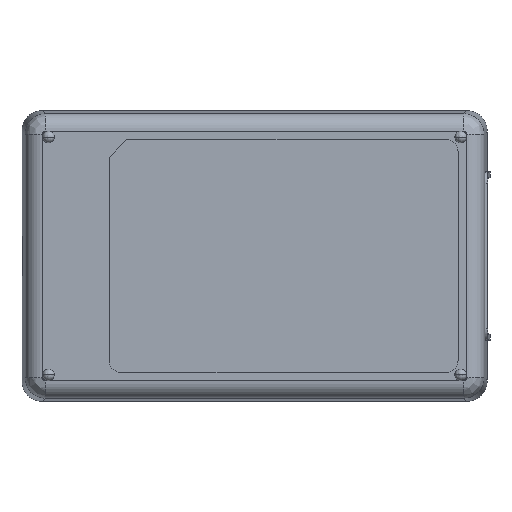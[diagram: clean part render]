
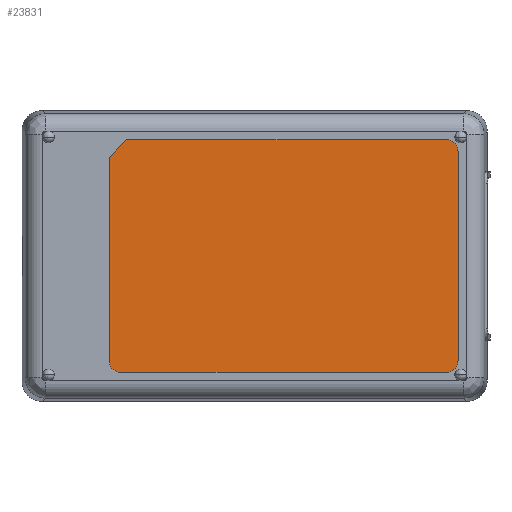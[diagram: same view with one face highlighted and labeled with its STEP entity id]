
A CAD part, front view. The second image highlights one B-rep face of the part: STEP entity #23831.
In plain terms, the highlighted planar face has unit normal (0, -1, 0).
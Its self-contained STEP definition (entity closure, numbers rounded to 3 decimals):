
#16455=CARTESIAN_POINT('',(-18.,-15.1,-33.));
#16456=DIRECTION('',(0.,-1.,0.));
#16457=DIRECTION('',(-1.,0.,0.));
#16458=AXIS2_PLACEMENT_3D('',#16455,#16456,#16457);
#16460=DIRECTION('',(0.,0.,-1.));
#16461=VECTOR('',#16460,56.);
#16462=CARTESIAN_POINT('',(-20.,-15.1,23.));
#16463=LINE('',#16462,#16461);
#16464=CARTESIAN_POINT('',(-18.,-15.1,23.));
#16465=DIRECTION('',(0.,-1.,0.));
#16466=DIRECTION('',(0.,0.,1.));
#16467=AXIS2_PLACEMENT_3D('',#16464,#16465,#16466);
#16469=DIRECTION('',(-0.707,0.,0.707));
#16470=VECTOR('',#16469,4.243);
#16471=CARTESIAN_POINT('',(20.,-15.1,22.));
#16472=LINE('',#16471,#16470);
#16473=CARTESIAN_POINT('',(18.,-15.1,-33.));
#16474=DIRECTION('',(0.,-1.,0.));
#16475=DIRECTION('',(0.,0.,-1.));
#16476=AXIS2_PLACEMENT_3D('',#16473,#16474,#16475);
#16478=DIRECTION('',(1.,0.,0.));
#16479=VECTOR('',#16478,36.);
#16480=CARTESIAN_POINT('',(-18.,-15.1,-35.));
#16481=LINE('',#16480,#16479);
#16498=DIRECTION('',(0.,0.,-1.));
#16499=VECTOR('',#16498,55.);
#16500=CARTESIAN_POINT('',(20.,-15.1,22.));
#16501=LINE('',#16500,#16499);
#16510=DIRECTION('',(1.,0.,0.));
#16511=VECTOR('',#16510,35.);
#16512=CARTESIAN_POINT('',(-18.,-15.1,25.));
#16513=LINE('',#16512,#16511);
#16640=CARTESIAN_POINT('',(18.,-15.1,-35.));
#16642=VERTEX_POINT('',#16640);
#16758=CARTESIAN_POINT('',(20.,-15.1,22.));
#16759=CARTESIAN_POINT('',(20.,-15.1,-33.));
#16760=VERTEX_POINT('',#16758);
#16761=VERTEX_POINT('',#16759);
#16847=CARTESIAN_POINT('',(-20.,-15.1,-33.));
#16849=VERTEX_POINT('',#16847);
#16959=CARTESIAN_POINT('',(-18.,-15.1,-35.));
#16960=VERTEX_POINT('',#16959);
#17176=CARTESIAN_POINT('',(-20.,-15.1,23.));
#17178=VERTEX_POINT('',#17176);
#17245=CARTESIAN_POINT('',(-18.,-15.1,25.));
#17246=CARTESIAN_POINT('',(17.,-15.1,25.));
#17247=VERTEX_POINT('',#17245);
#17248=VERTEX_POINT('',#17246);
#23809=CARTESIAN_POINT('',(0.,-15.1,-5.));
#23810=DIRECTION('',(0.,1.,0.));
#23811=DIRECTION('',(0.,0.,1.));
#23812=AXIS2_PLACEMENT_3D('',#23809,#23810,#23811);
#23813=PLANE('',#23812);
#23815=ORIENTED_EDGE('',*,*,#23814,.F.);
#23817=ORIENTED_EDGE('',*,*,#23816,.F.);
#23819=ORIENTED_EDGE('',*,*,#23818,.F.);
#23821=ORIENTED_EDGE('',*,*,#23820,.T.);
#23822=ORIENTED_EDGE('',*,*,#23799,.F.);
#23824=ORIENTED_EDGE('',*,*,#23823,.T.);
#23826=ORIENTED_EDGE('',*,*,#23825,.F.);
#23828=ORIENTED_EDGE('',*,*,#23827,.F.);
#23829=EDGE_LOOP('',(#23815,#23817,#23819,#23821,#23822,#23824,#23826,#23828));
#23830=FACE_OUTER_BOUND('',#23829,.F.);
#23831=ADVANCED_FACE('',(#23830),#23813,.F.);
#16459=CIRCLE('',#16458,2.);
#16468=CIRCLE('',#16467,2.);
#16477=CIRCLE('',#16476,2.);
#23799=EDGE_CURVE('',#16760,#17248,#16472,.T.);
#23814=EDGE_CURVE('',#16849,#16960,#16459,.T.);
#23816=EDGE_CURVE('',#17178,#16849,#16463,.T.);
#23818=EDGE_CURVE('',#17247,#17178,#16468,.T.);
#23820=EDGE_CURVE('',#17247,#17248,#16513,.T.);
#23823=EDGE_CURVE('',#16760,#16761,#16501,.T.);
#23825=EDGE_CURVE('',#16642,#16761,#16477,.T.);
#23827=EDGE_CURVE('',#16960,#16642,#16481,.T.);
